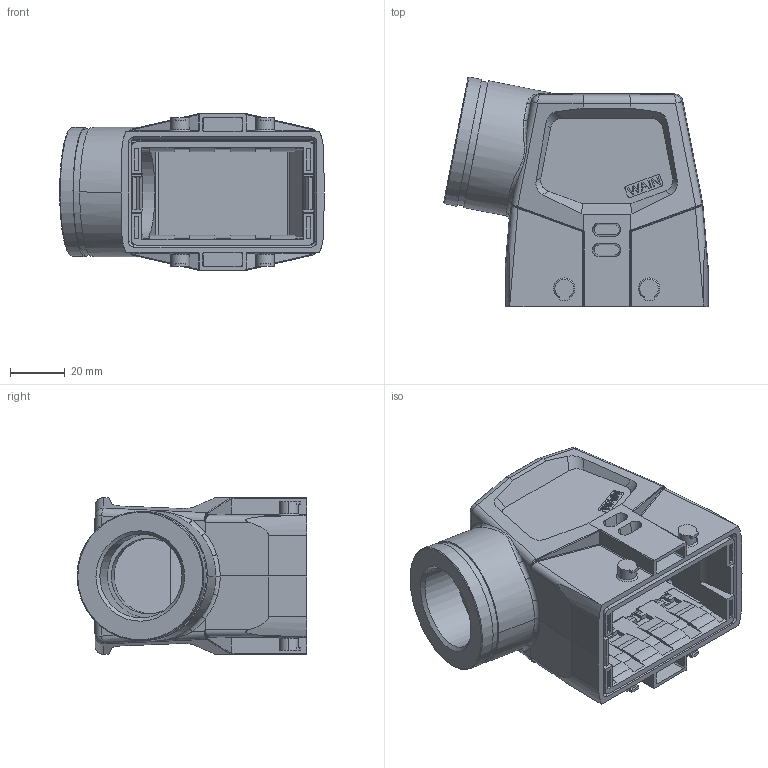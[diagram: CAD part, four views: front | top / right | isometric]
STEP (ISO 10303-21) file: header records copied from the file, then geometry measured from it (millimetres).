
FILE_DESCRIPTION(/* description */ (''),/* implementation_level */ '2;1');
FILE_NAME(/* name */ '3D_1290105371500_HM10B.P-SEH-4B-M32_V1.0.stp',/* time_stamp */ '2024-03-20T15:54:25+08:00',/* author */ (''),/* organization */ (''),/* preprocessor_version */ 'ST-DEVELOPER v18.1',/* originating_system */ 'SIEMENS PLM Software NX 1980',/* authorisation */ '');
FILE_SCHEMA (('AUTOMOTIVE_DESIGN { 1 0 10303 214 3 1 1 1 }'));
Length unit declared in the file: millimetre
Products named in the file (1): _model2
Bounding box: 96.34 x 83.66 x 57 mm (x, y, z)
Volume: 109085.9 mm3; surface area: 56242.6 mm2
Topology: 1 solids, 3 shells, 767 faces, 2083 edges, 1337 vertices
Faces by surface type: plane 474, cylinder 221, torus 28, cone 22, sphere 12, bspline 10
Full cylindrical faces by diameter (mm): 27.5 x1, 30.5 x2, 45.8 x1, 47 x1
Entity records: 25772 total; most frequent: CARTESIAN_POINT 6946, ORIENTED_EDGE 4128, DIRECTION 3512, EDGE_CURVE 2064, LINE 1358, VECTOR 1358, VERTEX_POINT 1337, AXIS2_PLACEMENT_3D 1077
